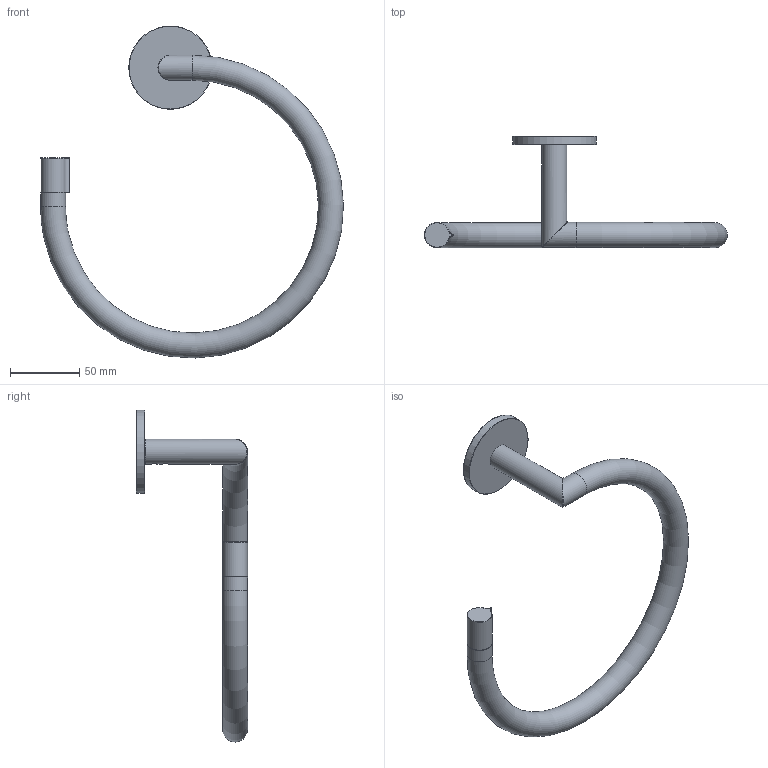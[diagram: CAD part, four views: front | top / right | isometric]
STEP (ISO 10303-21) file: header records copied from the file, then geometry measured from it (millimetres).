
FILE_DESCRIPTION(/* description */ ('Unknown'),/* implementation_level */ '2;1');
FILE_NAME(/* name */ 'GTA08-00',/* time_stamp */ '2026-02-19T10:26:16+01:00',/* author */ ('Unknown'),/* organization */ ('Unknown'),/* preprocessor_version */ 'ST-DEVELOPER v20',/* originating_system */ 'Solid Edge',/* authorisation */ 'Unknown');
FILE_SCHEMA (('AUTOMOTIVE_DESIGN {1 0 10303 214 3 1 1}'));
Length unit declared in the file: millimetre
Products named in the file (7): GTA08-00; GTA01-01; GTA04-001_oa_0; GTA04-04; GTA08-01; GTA01-001_oa_1; GRANO5X6P_8
Assembly tree (7 placements, depth 3):
  GTA08-00
    GTA01-01
    GTA04-001_oa_0
      GTA04-04
    GTA08-01
    GTA01-001_oa_1
      GRANO5X6P_8  x2
Bounding box: 217.99 x 80 x 238.98 mm (x, y, z)
Volume: 55344.6 mm3; surface area: 69478.1 mm2
Topology: 5 solids, 5 shells, 126 faces, 302 edges, 188 vertices
Faces by surface type: plane 46, cylinder 37, bspline 16, torus 15, cone 12
Full cylindrical faces by diameter (mm): 4.917 x1, 5.25 x1, 10 x1, 11.4 x1, 11.5 x1, 14 x1, 15.5 x2, 16 x2, 18 x3, 45 x1, 60 x1
Entity records: 13570 total; most frequent: CARTESIAN_POINT 10874, DIRECTION 436, ORIENTED_EDGE 426, EDGE_CURVE 213, AXIS2_PLACEMENT_3D 192, FACE_BOUND 159, EDGE_LOOP 158, VERTEX_POINT 150
